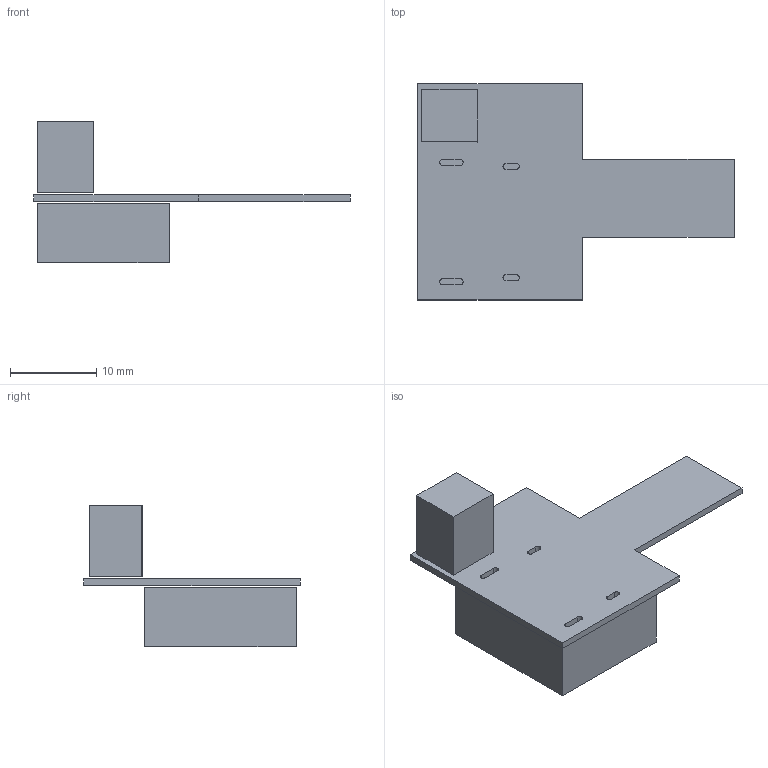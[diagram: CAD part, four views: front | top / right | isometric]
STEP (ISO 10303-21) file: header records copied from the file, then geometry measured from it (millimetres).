
FILE_DESCRIPTION(('Open CASCADE Model'),'2;1');
FILE_NAME('Open CASCADE Shape Model','2016-01-04T20:53:29',('Author'),( 'Open CASCADE'),'Open CASCADE STEP processor 6.8','Open CASCADE 6.8' ,'Unknown');
FILE_SCHEMA(('AUTOMOTIVE_DESIGN { 1 0 10303 214 1 1 1 1 }'));
Length unit declared in the file: millimetre
Products named in the file (7): PCB; Board; Free-Models; 732118792; Extruded; 732114440
Assembly tree (6 placements, depth 4):
  PCB
    Board
    Free-Models
      732118792
        Extruded
      732114440
        Extruded
Bounding box: 36.63 x 25 x 16.42 mm (x, y, z)
Volume: 2667.3 mm3; surface area: 2648.7 mm2
Topology: 3 solids, 3 shells, 44 faces, 114 edges, 76 vertices
Faces by surface type: plane 34, cylinder 10
Full cylindrical faces by diameter (mm): 1.3 x2
Entity records: 2990 total; most frequent: CARTESIAN_POINT 469, DIRECTION 464, LINE 302, VECTOR 302, ORIENTED_EDGE 228, PCURVE 228, DEFINITIONAL_REPRESENTATION 228, EDGE_CURVE 114
